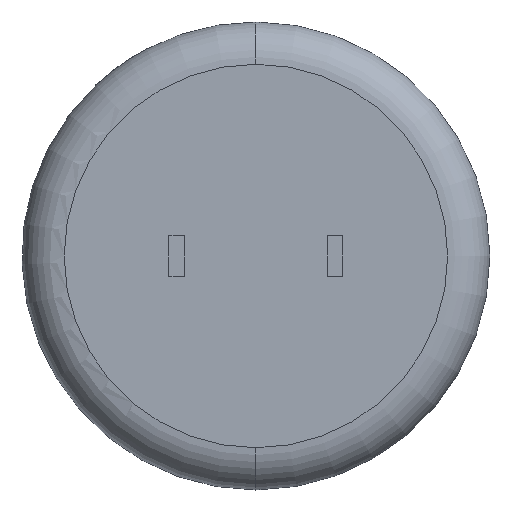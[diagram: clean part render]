
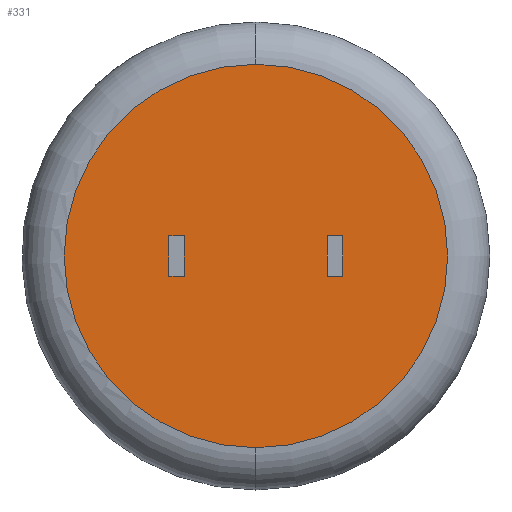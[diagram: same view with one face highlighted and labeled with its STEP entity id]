
A CAD part, front view. The second image highlights one B-rep face of the part: STEP entity #331.
In plain terms, the highlighted planar face has unit normal (0, -1, 0).
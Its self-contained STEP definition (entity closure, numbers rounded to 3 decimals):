
#38 = ORIENTED_EDGE ( 'NONE', *, *, #99, .T. ) ;
#99 = EDGE_CURVE ( 'NONE', #1572, #893, #2467, .T. ) ;
#115 = VERTEX_POINT ( 'NONE', #785 ) ;
#124 = CARTESIAN_POINT ( 'NONE',  ( -2.79, 0., 0. ) ) ;
#203 = VECTOR ( 'NONE', #1559, 1000. ) ;
#211 = ORIENTED_EDGE ( 'NONE', *, *, #765, .F. ) ;
#328 = VECTOR ( 'NONE', #937, 1000. ) ;
#331 = ADVANCED_FACE ( 'NONE', ( #1860, #2102, #969 ), #875, .F. ) ;
#362 = CIRCLE ( 'NONE', #387, 6.146 ) ;
#387 = AXIS2_PLACEMENT_3D ( 'NONE', #1098, #871, #645 ) ;
#472 = DIRECTION ( 'NONE',  ( 0., -1., 0. ) ) ;
#483 = EDGE_CURVE ( 'NONE', #1572, #1298, #1698, .T. ) ;
#518 = VECTOR ( 'NONE', #1997, 1000. ) ;
#641 = LINE ( 'NONE', #2548, #1409 ) ;
#645 = DIRECTION ( 'NONE',  ( 0., 0., 1. ) ) ;
#705 = LINE ( 'NONE', #1879, #771 ) ;
#707 = ORIENTED_EDGE ( 'NONE', *, *, #2625, .F. ) ;
#721 = DIRECTION ( 'NONE',  ( 0., 0., 1. ) ) ;
#730 = ORIENTED_EDGE ( 'NONE', *, *, #1771, .T. ) ;
#765 = EDGE_CURVE ( 'NONE', #2753, #115, #2664, .T. ) ;
#771 = VECTOR ( 'NONE', #2320, 1000. ) ;
#779 = CARTESIAN_POINT ( 'NONE',  ( -2.79, 0., -0.65 ) ) ;
#781 = DIRECTION ( 'NONE',  ( 0., 0., 1. ) ) ;
#785 = CARTESIAN_POINT ( 'NONE',  ( 2.79, 0., 0.65 ) ) ;
#871 = DIRECTION ( 'NONE',  ( 0., -1., 0. ) ) ;
#875 = PLANE ( 'NONE',  #1793 ) ;
#893 = VERTEX_POINT ( 'NONE', #1094 ) ;
#924 = ORIENTED_EDGE ( 'NONE', *, *, #1639, .T. ) ;
#937 = DIRECTION ( 'NONE',  ( 0., 0., -1. ) ) ;
#969 = FACE_BOUND ( 'NONE', #1719, .T. ) ;
#981 = CARTESIAN_POINT ( 'NONE',  ( -2.79, 0., -0.65 ) ) ;
#1018 = EDGE_CURVE ( 'NONE', #2703, #2099, #2461, .T. ) ;
#1025 = CARTESIAN_POINT ( 'NONE',  ( 2.29, 0., -0.65 ) ) ;
#1061 = CARTESIAN_POINT ( 'NONE',  ( 2.29, 0., 0.65 ) ) ;
#1093 = ORIENTED_EDGE ( 'NONE', *, *, #483, .F. ) ;
#1094 = CARTESIAN_POINT ( 'NONE',  ( -2.79, 0., 0.65 ) ) ;
#1098 = CARTESIAN_POINT ( 'NONE',  ( 0., 0., 0. ) ) ;
#1126 = DIRECTION ( 'NONE',  ( 0., 1., 0. ) ) ;
#1250 = EDGE_CURVE ( 'NONE', #2605, #1298, #641, .T. ) ;
#1298 = VERTEX_POINT ( 'NONE', #2039 ) ;
#1314 = CARTESIAN_POINT ( 'NONE',  ( 0., 0., 0. ) ) ;
#1409 = VECTOR ( 'NONE', #2272, 1000. ) ;
#1421 = CARTESIAN_POINT ( 'NONE',  ( -2.29, 0., 0.65 ) ) ;
#1474 = DIRECTION ( 'NONE',  ( -1., 0., 0. ) ) ;
#1496 = ORIENTED_EDGE ( 'NONE', *, *, #1018, .F. ) ;
#1537 = DIRECTION ( 'NONE',  ( 0., 0., 1. ) ) ;
#1559 = DIRECTION ( 'NONE',  ( 0., 0., 1. ) ) ;
#1572 = VERTEX_POINT ( 'NONE', #779 ) ;
#1581 = CARTESIAN_POINT ( 'NONE',  ( 2.29, 0., -0.65 ) ) ;
#1584 = LINE ( 'NONE', #1061, #2658 ) ;
#1597 = ORIENTED_EDGE ( 'NONE', *, *, #2110, .F. ) ;
#1614 = VERTEX_POINT ( 'NONE', #2689 ) ;
#1635 = DIRECTION ( 'NONE',  ( 1., 0., 0. ) ) ;
#1639 = EDGE_CURVE ( 'NONE', #1614, #2668, #362, .T. ) ;
#1672 = CARTESIAN_POINT ( 'NONE',  ( 2.79, 0., -0.65 ) ) ;
#1676 = CARTESIAN_POINT ( 'NONE',  ( 2.29, 0., -0.65 ) ) ;
#1689 = LINE ( 'NONE', #1025, #2294 ) ;
#1698 = LINE ( 'NONE', #981, #518 ) ;
#1719 = EDGE_LOOP ( 'NONE', ( #1496, #1597, #211, #707 ) ) ;
#1771 = EDGE_CURVE ( 'NONE', #2668, #1614, #1995, .T. ) ;
#1793 = AXIS2_PLACEMENT_3D ( 'NONE', #2187, #1126, #721 ) ;
#1860 = FACE_OUTER_BOUND ( 'NONE', #2582, .T. ) ;
#1879 = CARTESIAN_POINT ( 'NONE',  ( -2.79, 0., 0.65 ) ) ;
#1899 = VECTOR ( 'NONE', #781, 1000. ) ;
#1995 = CIRCLE ( 'NONE', #2322, 6.146 ) ;
#1997 = DIRECTION ( 'NONE',  ( 1., 0., 0. ) ) ;
#2039 = CARTESIAN_POINT ( 'NONE',  ( -2.29, 0., -0.65 ) ) ;
#2099 = VERTEX_POINT ( 'NONE', #1676 ) ;
#2102 = FACE_BOUND ( 'NONE', #2672, .T. ) ;
#2110 = EDGE_CURVE ( 'NONE', #115, #2703, #1584, .T. ) ;
#2112 = EDGE_CURVE ( 'NONE', #893, #2605, #705, .T. ) ;
#2176 = CARTESIAN_POINT ( 'NONE',  ( 2.79, 0., 0. ) ) ;
#2187 = CARTESIAN_POINT ( 'NONE',  ( 0., 0., 0. ) ) ;
#2221 = ORIENTED_EDGE ( 'NONE', *, *, #2112, .T. ) ;
#2272 = DIRECTION ( 'NONE',  ( 0., 0., -1. ) ) ;
#2282 = CARTESIAN_POINT ( 'NONE',  ( 0., 0., 6.146 ) ) ;
#2294 = VECTOR ( 'NONE', #1635, 1000. ) ;
#2320 = DIRECTION ( 'NONE',  ( 1., 0., 0. ) ) ;
#2322 = AXIS2_PLACEMENT_3D ( 'NONE', #1314, #472, #1537 ) ;
#2461 = LINE ( 'NONE', #1581, #328 ) ;
#2467 = LINE ( 'NONE', #124, #1899 ) ;
#2536 = ORIENTED_EDGE ( 'NONE', *, *, #1250, .T. ) ;
#2548 = CARTESIAN_POINT ( 'NONE',  ( -2.29, 0., 0.65 ) ) ;
#2549 = CARTESIAN_POINT ( 'NONE',  ( 2.29, 0., 0.65 ) ) ;
#2582 = EDGE_LOOP ( 'NONE', ( #730, #924 ) ) ;
#2605 = VERTEX_POINT ( 'NONE', #1421 ) ;
#2625 = EDGE_CURVE ( 'NONE', #2099, #2753, #1689, .T. ) ;
#2658 = VECTOR ( 'NONE', #1474, 1000. ) ;
#2664 = LINE ( 'NONE', #2176, #203 ) ;
#2668 = VERTEX_POINT ( 'NONE', #2282 ) ;
#2672 = EDGE_LOOP ( 'NONE', ( #38, #2221, #2536, #1093 ) ) ;
#2689 = CARTESIAN_POINT ( 'NONE',  ( 0., 0., -6.146 ) ) ;
#2703 = VERTEX_POINT ( 'NONE', #2549 ) ;
#2753 = VERTEX_POINT ( 'NONE', #1672 ) ;
